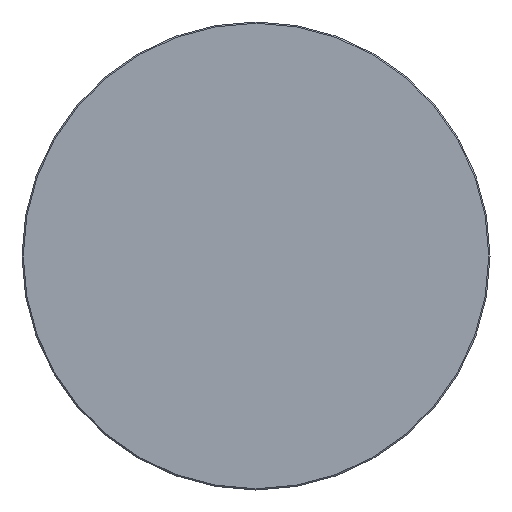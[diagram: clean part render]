
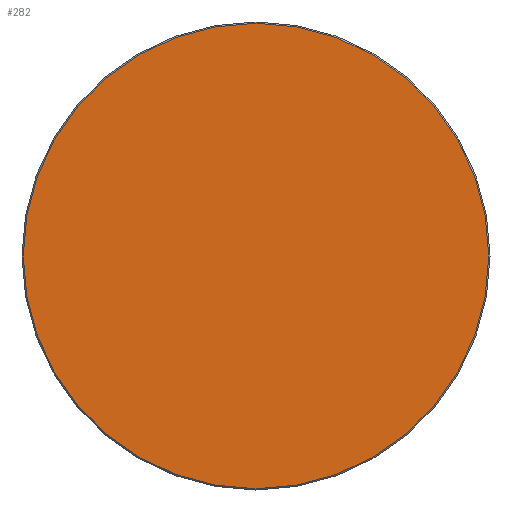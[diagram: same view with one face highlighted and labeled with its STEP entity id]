
A CAD part, left-side view. The second image highlights one B-rep face of the part: STEP entity #282.
In plain terms, the highlighted planar face has unit normal (-1, 0, 0).
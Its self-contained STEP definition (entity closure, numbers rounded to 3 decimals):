
#32 = CARTESIAN_POINT ( 'NONE',  ( 0., 0., 0. ) ) ;
#59 = DIRECTION ( 'NONE',  ( 0., 0., 1. ) ) ;
#93 = DIRECTION ( 'NONE',  ( -1., 0., 0. ) ) ;
#96 = PLANE ( 'NONE',  #285 ) ;
#153 = CIRCLE ( 'NONE', #916, 54.7 ) ;
#173 = CARTESIAN_POINT ( 'NONE',  ( 0., 0., 0. ) ) ;
#247 = DIRECTION ( 'NONE',  ( 0., 0., -1. ) ) ;
#282 = ADVANCED_FACE ( 'NONE', ( #1027 ), #96, .F. ) ;
#285 = AXIS2_PLACEMENT_3D ( 'NONE', #173, #473, #247 ) ;
#322 = AXIS2_PLACEMENT_3D ( 'NONE', #607, #997, #59 ) ;
#473 = DIRECTION ( 'NONE',  ( 1., 0., 0. ) ) ;
#475 = ORIENTED_EDGE ( 'NONE', *, *, #727, .T. ) ;
#571 = CARTESIAN_POINT ( 'NONE',  ( 0., 0., 54.7 ) ) ;
#607 = CARTESIAN_POINT ( 'NONE',  ( 0., 0., 0. ) ) ;
#656 = DIRECTION ( 'NONE',  ( 0., 0., 1. ) ) ;
#708 = CARTESIAN_POINT ( 'NONE',  ( 0., 0., -54.7 ) ) ;
#722 = VERTEX_POINT ( 'NONE', #571 ) ;
#727 = EDGE_CURVE ( 'NONE', #722, #970, #153, .T. ) ;
#818 = EDGE_CURVE ( 'NONE', #970, #722, #946, .T. ) ;
#906 = ORIENTED_EDGE ( 'NONE', *, *, #818, .T. ) ;
#916 = AXIS2_PLACEMENT_3D ( 'NONE', #32, #93, #656 ) ;
#930 = EDGE_LOOP ( 'NONE', ( #906, #475 ) ) ;
#946 = CIRCLE ( 'NONE', #322, 54.7 ) ;
#970 = VERTEX_POINT ( 'NONE', #708 ) ;
#997 = DIRECTION ( 'NONE',  ( -1., 0., 0. ) ) ;
#1027 = FACE_OUTER_BOUND ( 'NONE', #930, .T. ) ;
